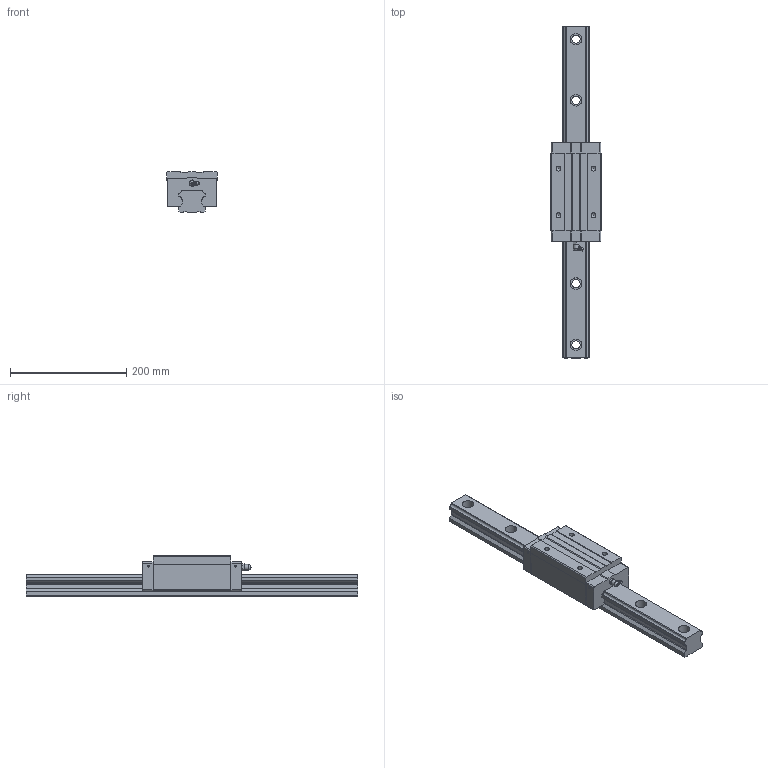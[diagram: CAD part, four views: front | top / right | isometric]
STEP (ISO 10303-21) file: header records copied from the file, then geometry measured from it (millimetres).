
FILE_DESCRIPTION(/* description */ ('Unknown'),/* implementation_level */ '2;1');
FILE_NAME(/* name */ 'H45RLUU1-570L22.5_22.5',/* time_stamp */ '2023-12-18T09:46:21+09:00',/* author */ ('Unknown'),/* organization */ ('Unknown'),/* preprocessor_version */ 'ST-DEVELOPER v18.102',/* originating_system */ 'Solid Edge',/* authorisation */ 'Unknown');
FILE_SCHEMA (('AUTOMOTIVE_DESIGN {1 0 10303 214 3 1 1}'));
Length unit declared in the file: millimetre
Products named in the file (4): thisAsm; H45_RAIL; B-PT1_8; H45RL_BLOCK
Assembly tree (3 placements, depth 2):
  thisAsm
    H45_RAIL
    B-PT1_8
    H45RL_BLOCK
Bounding box: 86 x 570 x 70 mm (x, y, z)
Volume: 1450369.3 mm3; surface area: 181517.1 mm2
Topology: 3 solids, 3 shells, 190 faces, 495 edges, 325 vertices
Faces by surface type: plane 109, cylinder 61, cone 16, torus 3, sphere 1
Full cylindrical faces by diameter (mm): 3.3 x4, 8.376 x4, 9.058 x2, 9.6 x1, 14 x6, 20 x6
Entity records: 6425 total; most frequent: CARTESIAN_POINT 1091, DIRECTION 950, ORIENTED_EDGE 892, EDGE_CURVE 446, AXIS2_PLACEMENT_3D 343, VERTEX_POINT 317, LINE 264, VECTOR 264
